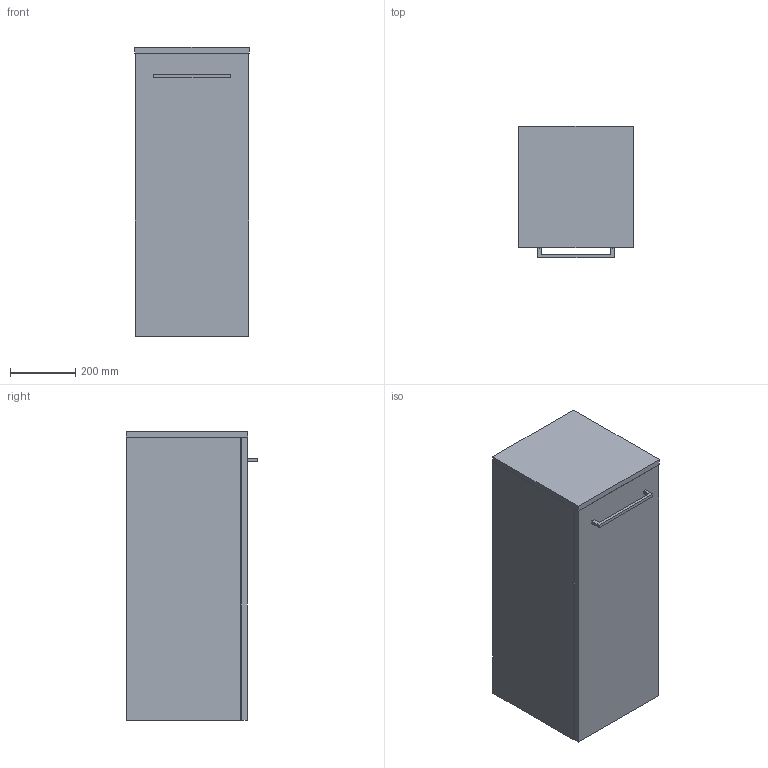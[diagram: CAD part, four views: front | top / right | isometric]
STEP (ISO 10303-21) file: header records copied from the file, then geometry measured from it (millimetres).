
FILE_DESCRIPTION(/* description */ (''),/* implementation_level */ '2;1');
FILE_NAME(/* name */ 'BX110_RFS.stp',/* time_stamp */ '2020-04-30T13:44:22+02:00',/* author */ ('StegeR'),/* organization */ (''),/* preprocessor_version */ 'ST-DEVELOPER v16.1',/* originating_system */ 'Autodesk Inventor 2016',/* authorisation */ '');
FILE_SCHEMA (('AUTOMOTIVE_DESIGN { 1 0 10303 214 3 1 1 }'));
Length unit declared in the file: millimetre
Products named in the file (1): BX110_RFS
Bounding box: 352 x 404.2 x 890 mm (x, y, z)
Volume: 25961930.3 mm3; surface area: 3763257.7 mm2
Topology: 10 solids, 10 shells, 86 faces, 186 edges, 124 vertices
Faces by surface type: plane 84, cylinder 2
Full cylindrical faces by diameter (mm): 4 x2
Entity records: 2299 total; most frequent: CARTESIAN_POINT 395, ORIENTED_EDGE 368, DIRECTION 362, EDGE_CURVE 184, LINE 180, VECTOR 180, VERTEX_POINT 124, EDGE_LOOP 92
